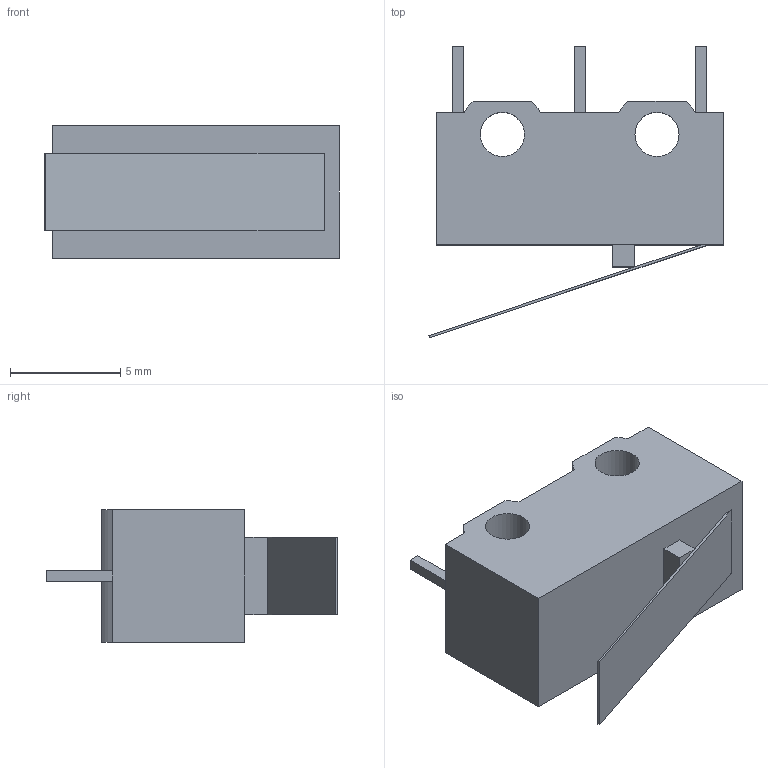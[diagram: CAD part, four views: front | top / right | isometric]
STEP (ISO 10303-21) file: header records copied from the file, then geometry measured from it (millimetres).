
FILE_DESCRIPTION(/* description */ (''),/* implementation_level */ '2;1');
FILE_NAME(/* name */ 'Touch Sensor v1.step',/* time_stamp */ '2024-06-23T23:50:28+12:00',/* author */ (''),/* organization */ (''),/* preprocessor_version */ 'ST-DEVELOPER v20',/* originating_system */ 'Autodesk Translation Framework v13.14.0.145',/* authorisation */ '');
FILE_SCHEMA (('AUTOMOTIVE_DESIGN { 1 0 10303 214 3 1 1 }'));
Length unit declared in the file: millimetre
Products named in the file (2): Touch Sensor; Touch Sensor_1
Assembly tree (1 placements, depth 2):
  Touch Sensor
    Touch Sensor_1
Bounding box: 13.33 x 13.21 x 6 mm (x, y, z)
Volume: 459.3 mm3; surface area: 579.7 mm2
Topology: 1 solids, 1 shells, 42 faces, 105 edges, 68 vertices
Faces by surface type: plane 36, cylinder 6
Full cylindrical faces by diameter (mm): 2 x2
Entity records: 1351 total; most frequent: CARTESIAN_POINT 218, ORIENTED_EDGE 210, DIRECTION 207, EDGE_CURVE 105, LINE 93, VECTOR 93, VERTEX_POINT 68, AXIS2_PLACEMENT_3D 57
